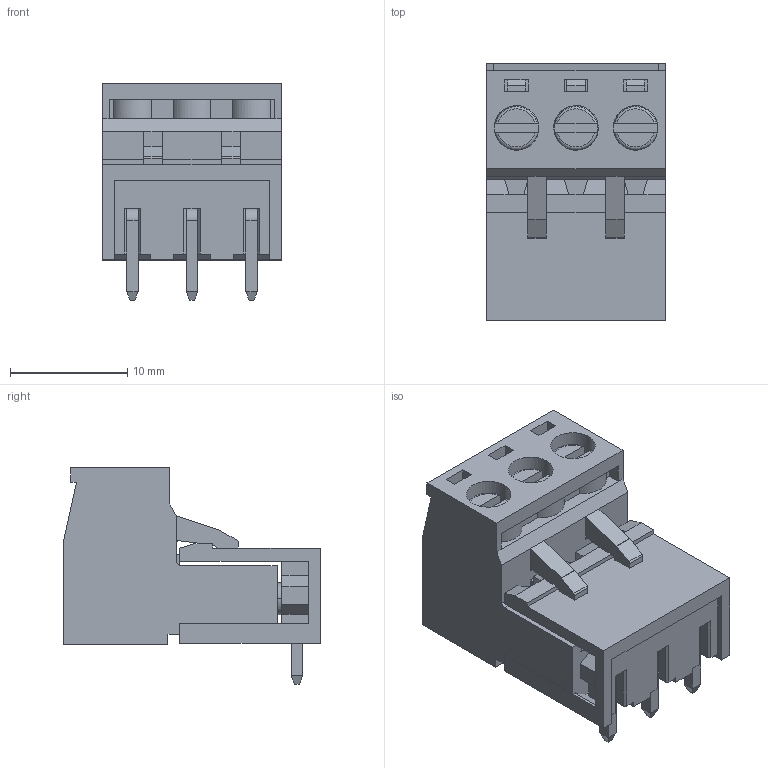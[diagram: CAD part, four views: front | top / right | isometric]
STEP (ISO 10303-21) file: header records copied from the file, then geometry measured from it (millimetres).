
FILE_DESCRIPTION(/* description */ (''),/* implementation_level */ '2;1');
FILE_NAME(/* name */ 'XY2500R-C(5.08)-3P',/* time_stamp */ '2022-07-14T13:33:54+03:00',/* author */ (''),/* organization */ (''),/* preprocessor_version */ 'ST-DEVELOPER v16.5',/* originating_system */ '',/* authorisation */ '');
FILE_SCHEMA (('AUTOMOTIVE_DESIGN'));
Length unit declared in the file: millimetre
Products named in the file (10): Document; Assem11; 6913405000xx_CAGE; 6913405000xx_PIN; 6913405000xx_VISSE; 691340500003; 691340500003_CAPOT; Assem13; 6913125100xx_PIN2; 691311500103
Assembly tree (17 placements, depth 3):
  Document
    Assem11
      6913405000xx_CAGE  x3
      6913405000xx_PIN  x3
      6913405000xx_VISSE  x3
      691340500003
      691340500003_CAPOT
    Assem13
      6913125100xx_PIN2  x3
      691311500103
Bounding box: 15.24 x 21.9 x 18.48 mm (x, y, z)
Volume: 2441.6 mm3; surface area: 6416.2 mm2
Topology: 15 solids, 15 shells, 925 faces, 2506 edges, 1628 vertices
Faces by surface type: plane 689, bspline 236
Entity records: 19643 total; most frequent: CARTESIAN_POINT 7907, ORIENTED_EDGE 3476, EDGE_CURVE 1738, B_SPLINE_CURVE_WITH_KNOTS 1481, VERTEX_POINT 1132, EDGE_LOOP 694, ADVANCED_FACE 637, FACE_OUTER_BOUND 637
